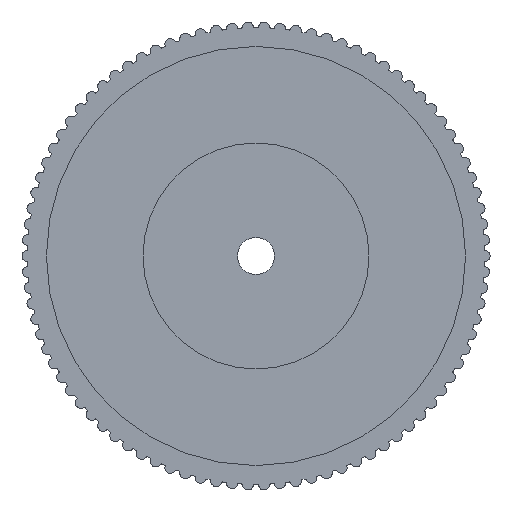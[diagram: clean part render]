
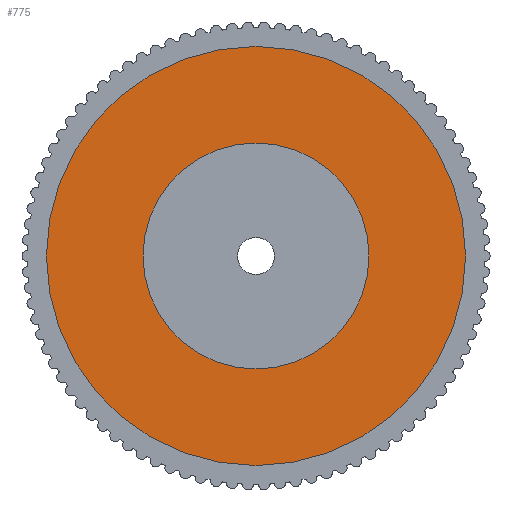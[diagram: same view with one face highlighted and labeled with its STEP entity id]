
A CAD part, left-side view. The second image highlights one B-rep face of the part: STEP entity #775.
In plain terms, the highlighted planar face has unit normal (-1, 0, 0).
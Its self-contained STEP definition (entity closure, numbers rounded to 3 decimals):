
#775 = ADVANCED_FACE( '', ( #1728, #1729 ), #1730, .T. );
#1728 = FACE_BOUND( '', #2859, .T. );
#1729 = FACE_OUTER_BOUND( '', #2860, .T. );
#1730 = PLANE( '', #2861 );
#2859 = EDGE_LOOP( '', ( #5281 ) );
#2860 = EDGE_LOOP( '', ( #5282 ) );
#2861 = AXIS2_PLACEMENT_3D( '', #5283, #5284, #5285 );
#5281 = ORIENTED_EDGE( '', *, *, #8092, .T. );
#5282 = ORIENTED_EDGE( '', *, *, #8093, .F. );
#5283 = CARTESIAN_POINT( '', ( 20., 102., 0. ) );
#5284 = DIRECTION( '', ( -1., 0., 0. ) );
#5285 = DIRECTION( '', ( 0., 0., 1. ) );
#8092 = EDGE_CURVE( '', #10195, #10195, #10196, .T. );
#8093 = EDGE_CURVE( '', #10197, #10197, #10198, .T. );
#10195 = VERTEX_POINT( '', #12662 );
#10196 = CIRCLE( '', #12663, 55. );
#10197 = VERTEX_POINT( '', #12664 );
#10198 = CIRCLE( '', #12665, 102. );
#12662 = CARTESIAN_POINT( '', ( 20., 0., -55. ) );
#12663 = AXIS2_PLACEMENT_3D( '', #15208, #15209, #15210 );
#12664 = CARTESIAN_POINT( '', ( 20., 0., -102. ) );
#12665 = AXIS2_PLACEMENT_3D( '', #15211, #15212, #15213 );
#15208 = CARTESIAN_POINT( '', ( 20., 0., 0. ) );
#15209 = DIRECTION( '', ( 1., 0., 0. ) );
#15210 = DIRECTION( '', ( 0., 0., -1. ) );
#15211 = CARTESIAN_POINT( '', ( 20., 0., 0. ) );
#15212 = DIRECTION( '', ( 1., 0., 0. ) );
#15213 = DIRECTION( '', ( 0., 0., -1. ) );
